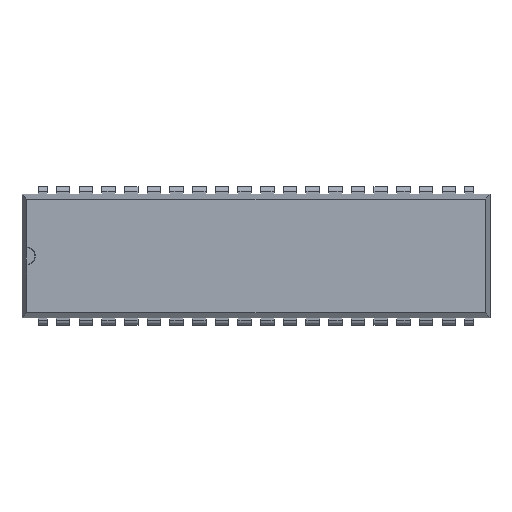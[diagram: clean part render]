
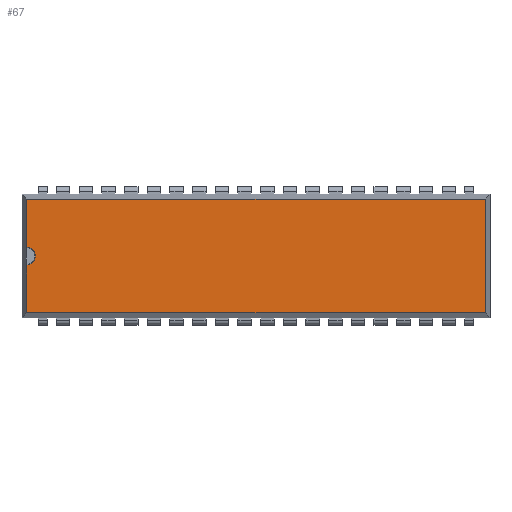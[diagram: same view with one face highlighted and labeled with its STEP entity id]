
A CAD part, top view. The second image highlights one B-rep face of the part: STEP entity #67.
In plain terms, the highlighted planar face has unit normal (0, 0, 1).
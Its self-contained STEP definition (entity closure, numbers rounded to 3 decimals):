
#67=ADVANCED_FACE('',(#5555),#5557,.T.);
#5555=FACE_BOUND('',#5556,.T.);
#5556=EDGE_LOOP('',(#9908,#9909,#9910,#9911,#9912,#9913));
#5557=PLANE('',#5558);
#5558=AXIS2_PLACEMENT_3D('',#5559,#5560,#5561);
#5559=CARTESIAN_POINT('',(1.27,0.71,5.));
#5560=DIRECTION('',(0.,-0.,1.));
#5561=DIRECTION('',(0.,1.,0.));
#9908=ORIENTED_EDGE('',*,*,#13300,.T.);
#9909=ORIENTED_EDGE('',*,*,#13298,.F.);
#9910=ORIENTED_EDGE('',*,*,#13301,.F.);
#9911=ORIENTED_EDGE('',*,*,#13302,.T.);
#9912=ORIENTED_EDGE('',*,*,#13303,.T.);
#9913=ORIENTED_EDGE('',*,*,#13294,.F.);
#13294=EDGE_CURVE('',#14993,#14995,#14996,.T.);
#13298=EDGE_CURVE('',#15001,#15003,#15004,.T.);
#13300=EDGE_CURVE('',#14993,#15003,#15006,.F.);
#13301=EDGE_CURVE('',#15007,#15001,#15008,.T.);
#13302=EDGE_CURVE('',#15007,#15009,#15010,.T.);
#13303=EDGE_CURVE('',#15009,#14995,#15011,.T.);
#14993=VERTEX_POINT('',#17823);
#14995=VERTEX_POINT('',#17829);
#14996=LINE('',#17830,#17831);
#15001=VERTEX_POINT('',#17841);
#15003=VERTEX_POINT('',#17845);
#15004=LINE('',#17846,#17847);
#15006=CIRCLE('',#17854,1.);
#15007=VERTEX_POINT('',#17858);
#15008=LINE('',#17859,#17860);
#15009=VERTEX_POINT('',#17862);
#15010=LINE('',#17863,#17864);
#15011=LINE('',#17866,#17867);
#17823=CARTESIAN_POINT('',(-1.52,8.619,5.));
#17829=CARTESIAN_POINT('',(-1.52,13.98,5.));
#17830=CARTESIAN_POINT('',(-1.52,8.619,5.));
#17831=VECTOR('',#17832,1.);
#17832=DIRECTION('',(0.,1.,0.));
#17841=CARTESIAN_POINT('',(-1.52,1.26,5.));
#17845=CARTESIAN_POINT('',(-1.52,6.621,5.));
#17846=CARTESIAN_POINT('',(-1.52,1.26,5.));
#17847=VECTOR('',#17848,1.);
#17848=DIRECTION('',(0.,1.,0.));
#17854=AXIS2_PLACEMENT_3D('',#17855,#17856,#17857);
#17855=CARTESIAN_POINT('',(-1.57,7.62,5.));
#17856=DIRECTION('',(0.,0.,1.));
#17857=DIRECTION('',(0.05,-0.999,0.));
#17858=CARTESIAN_POINT('',(49.78,1.26,5.));
#17859=CARTESIAN_POINT('',(49.78,1.26,5.));
#17860=VECTOR('',#17861,1.);
#17861=DIRECTION('',(-1.,0.,0.));
#17862=CARTESIAN_POINT('',(49.78,13.98,5.));
#17863=CARTESIAN_POINT('',(49.78,1.26,5.));
#17864=VECTOR('',#17865,1.);
#17865=DIRECTION('',(0.,1.,0.));
#17866=CARTESIAN_POINT('',(49.78,13.98,5.));
#17867=VECTOR('',#17868,1.);
#17868=DIRECTION('',(-1.,0.,0.));
